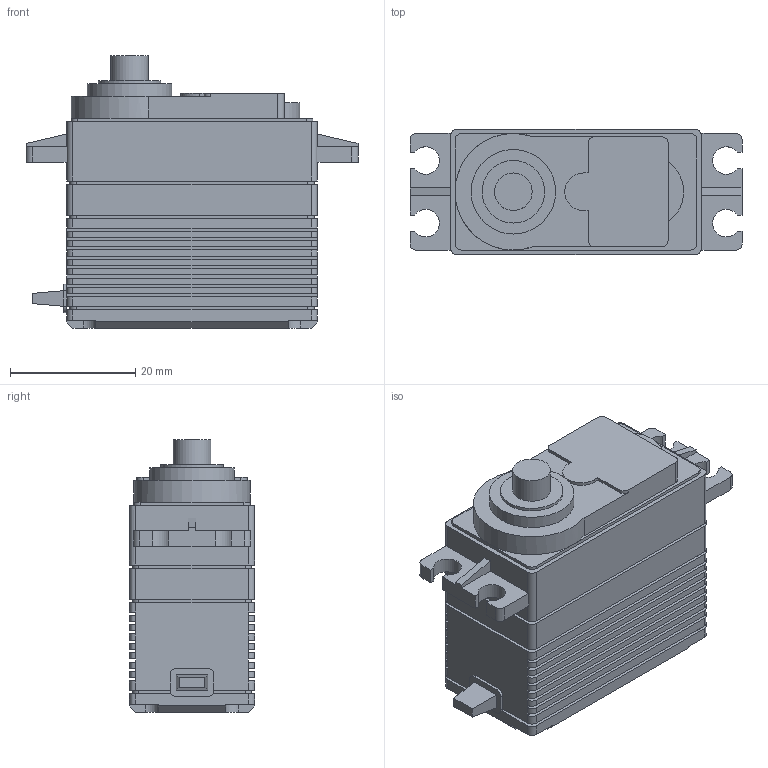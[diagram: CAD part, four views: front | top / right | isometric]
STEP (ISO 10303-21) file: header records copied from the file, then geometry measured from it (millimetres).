
FILE_DESCRIPTION(/* description */ (''),/* implementation_level */ '2;1');
FILE_NAME(/* name */ 'Hitec D930 .step',/* time_stamp */ '2018-12-05T13:01:13+01:00',/* author */ (''),/* organization */ (''),/* preprocessor_version */ 'ST-DEVELOPER v17.2',/* originating_system */ 'Autodesk Translation Framework v7.6.0.251',/* authorisation */ '');
FILE_SCHEMA (('AUTOMOTIVE_DESIGN { 1 0 10303 214 3 1 1 }'));
Length unit declared in the file: millimetre
Products named in the file (1): Hitec D930
Bounding box: 53 x 20 x 43.5 mm (x, y, z)
Volume: 29309.7 mm3; surface area: 8274.6 mm2
Topology: 1 solids, 1 shells, 269 faces, 701 edges, 443 vertices
Faces by surface type: plane 179, cylinder 90
Full cylindrical faces by diameter (mm): 6 x1, 10 x1, 13.5 x1
Entity records: 8208 total; most frequent: DIRECTION 1434, CARTESIAN_POINT 1414, ORIENTED_EDGE 1402, EDGE_CURVE 701, LINE 508, VECTOR 508, AXIS2_PLACEMENT_3D 463, VERTEX_POINT 443
